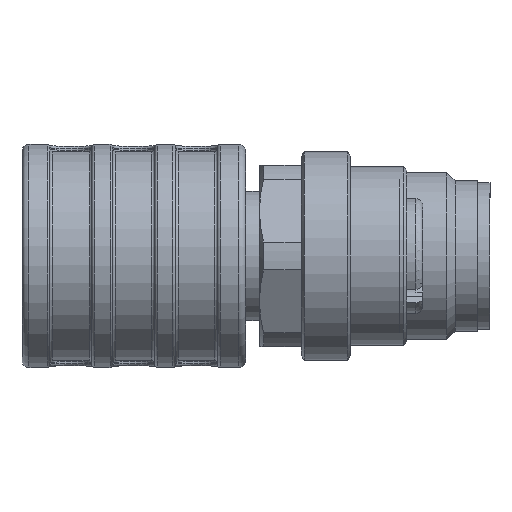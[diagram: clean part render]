
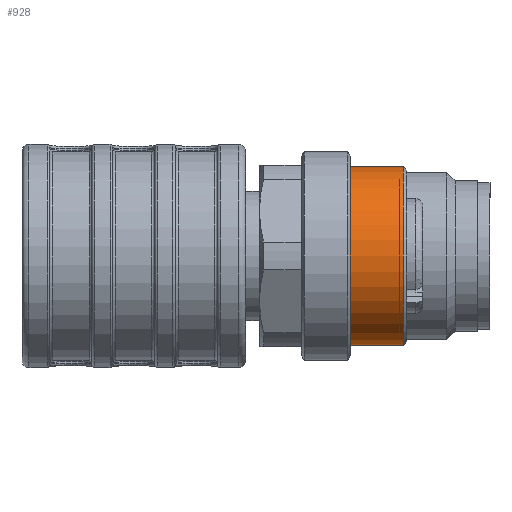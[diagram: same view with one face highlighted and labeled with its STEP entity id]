
A CAD part, left-side view. The second image highlights one B-rep face of the part: STEP entity #928.
In plain terms, the highlighted cylindrical face has radius 6.4 mm (diameter 12.8 mm), a full revolution.
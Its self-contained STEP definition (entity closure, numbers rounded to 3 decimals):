
#518=CYLINDRICAL_SURFACE('',#9382,6.4);
#684=FACE_BOUND('',#2174,.T.);
#685=FACE_BOUND('',#2175,.T.);
#928=ADVANCED_FACE('',(#684,#685),#518,.T.);
#2174=EDGE_LOOP('',(#3740));
#2175=EDGE_LOOP('',(#3741));
#2817=CIRCLE('',#9379,6.4);
#2818=CIRCLE('',#9381,6.4);
#3740=ORIENTED_EDGE('',*,*,#6869,.T.);
#3741=ORIENTED_EDGE('',*,*,#6870,.T.);
#5926=VERTEX_POINT('',#13363);
#5927=VERTEX_POINT('',#13366);
#6869=EDGE_CURVE('',#5926,#5926,#2817,.T.);
#6870=EDGE_CURVE('',#5927,#5927,#2818,.T.);
#9379=AXIS2_PLACEMENT_3D('',#13362,#10788,#10789);
#9381=AXIS2_PLACEMENT_3D('',#13365,#10792,#10793);
#9382=AXIS2_PLACEMENT_3D('',#13367,#10794,#10795);
#10788=DIRECTION('',(0.,1.,0.));
#10789=DIRECTION('',(1.,0.,0.));
#10792=DIRECTION('',(0.,-1.,0.));
#10793=DIRECTION('',(0.,0.,-1.));
#10794=DIRECTION('',(0.,-1.,0.));
#10795=DIRECTION('',(0.,0.,-1.));
#13362=CARTESIAN_POINT('',(37.901,-19.3,0.));
#13363=CARTESIAN_POINT('',(44.301,-19.3,0.));
#13365=CARTESIAN_POINT('',(37.901,-15.5,0.));
#13366=CARTESIAN_POINT('',(37.901,-15.5,-6.4));
#13367=CARTESIAN_POINT('',(37.901,-19.5,0.));
